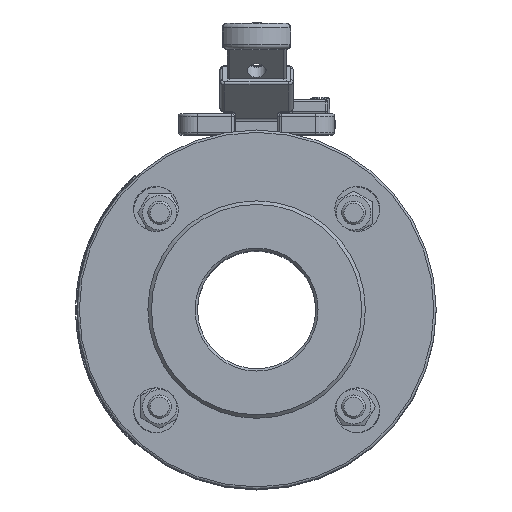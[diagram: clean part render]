
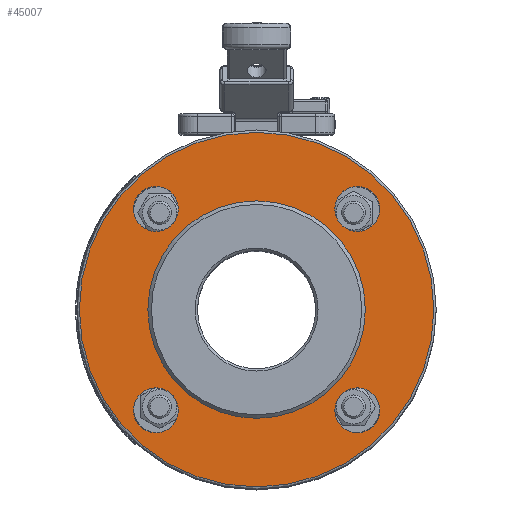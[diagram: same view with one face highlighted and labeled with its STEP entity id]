
A CAD part, top view. The second image highlights one B-rep face of the part: STEP entity #45007.
In plain terms, the highlighted planar face has unit normal (0, 0, 1).
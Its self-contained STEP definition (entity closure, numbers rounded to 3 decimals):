
#10077=PLANE('',#47499);
#10521=FACE_BOUND('',#14854,.T.);
#10522=FACE_BOUND('',#14855,.T.);
#10523=FACE_BOUND('',#14856,.T.);
#10524=FACE_BOUND('',#14857,.T.);
#10525=FACE_BOUND('',#14858,.T.);
#12174=FACE_OUTER_BOUND('',#14853,.T.);
#14853=EDGE_LOOP('',(#35769));
#14854=EDGE_LOOP('',(#35770));
#14855=EDGE_LOOP('',(#35771));
#14856=EDGE_LOOP('',(#35772));
#14857=EDGE_LOOP('',(#35773));
#14858=EDGE_LOOP('',(#35774));
#16405=CIRCLE('',#47267,46.);
#16544=CIRCLE('',#47497,75.);
#16545=CIRCLE('',#47500,9.5);
#16546=CIRCLE('',#47501,9.5);
#16547=CIRCLE('',#47502,9.5);
#16548=CIRCLE('',#47503,9.5);
#19676=VERTEX_POINT('',#80973);
#19791=VERTEX_POINT('',#81378);
#19792=VERTEX_POINT('',#81382);
#19793=VERTEX_POINT('',#81384);
#19794=VERTEX_POINT('',#81386);
#19795=VERTEX_POINT('',#81388);
#25153=EDGE_CURVE('',#19676,#19676,#16405,.T.);
#25352=EDGE_CURVE('',#19791,#19791,#16544,.T.);
#25353=EDGE_CURVE('',#19792,#19792,#16545,.T.);
#25354=EDGE_CURVE('',#19793,#19793,#16546,.T.);
#25355=EDGE_CURVE('',#19794,#19794,#16547,.T.);
#25356=EDGE_CURVE('',#19795,#19795,#16548,.T.);
#35769=ORIENTED_EDGE('',*,*,#25352,.F.);
#35770=ORIENTED_EDGE('',*,*,#25153,.T.);
#35771=ORIENTED_EDGE('',*,*,#25353,.T.);
#35772=ORIENTED_EDGE('',*,*,#25354,.T.);
#35773=ORIENTED_EDGE('',*,*,#25355,.T.);
#35774=ORIENTED_EDGE('',*,*,#25356,.T.);
#45007=ADVANCED_FACE('',(#12174,#10521,#10522,#10523,#10524,#10525),#10077,
 .F.);
#47267=AXIS2_PLACEMENT_3D('',#80974,#53227,#53228);
#47497=AXIS2_PLACEMENT_3D('',#81379,#53747,#53748);
#47499=AXIS2_PLACEMENT_3D('',#81381,#53751,#53752);
#47500=AXIS2_PLACEMENT_3D('',#81383,#53753,#53754);
#47501=AXIS2_PLACEMENT_3D('',#81385,#53755,#53756);
#47502=AXIS2_PLACEMENT_3D('',#81387,#53757,#53758);
#47503=AXIS2_PLACEMENT_3D('',#81389,#53759,#53760);
#53227=DIRECTION('center_axis',(0.,0.,-1.));
#53228=DIRECTION('ref_axis',(1.,0.,0.));
#53747=DIRECTION('center_axis',(0.,0.,-1.));
#53748=DIRECTION('ref_axis',(1.,0.,0.));
#53751=DIRECTION('center_axis',(0.,0.,-1.));
#53752=DIRECTION('ref_axis',(-1.,0.,0.));
#53753=DIRECTION('center_axis',(0.,0.,-1.));
#53754=DIRECTION('ref_axis',(1.,0.,0.));
#53755=DIRECTION('center_axis',(0.,0.,-1.));
#53756=DIRECTION('ref_axis',(1.,0.,0.));
#53757=DIRECTION('center_axis',(0.,0.,-1.));
#53758=DIRECTION('ref_axis',(1.,0.,0.));
#53759=DIRECTION('center_axis',(0.,0.,-1.));
#53760=DIRECTION('ref_axis',(1.,0.,0.));
#80973=CARTESIAN_POINT('',(-46.,0.,176.4));
#80974=CARTESIAN_POINT('Origin',(0.,0.,176.4));
#81378=CARTESIAN_POINT('',(-75.,0.,176.4));
#81379=CARTESIAN_POINT('Origin',(0.,0.,176.4));
#81381=CARTESIAN_POINT('Origin',(0.,0.,176.4));
#81382=CARTESIAN_POINT('',(-52.103,42.603,176.4));
#81383=CARTESIAN_POINT('Origin',(-42.603,42.603,176.4));
#81384=CARTESIAN_POINT('',(-52.103,-42.603,176.4));
#81385=CARTESIAN_POINT('Origin',(-42.603,-42.603,176.4));
#81386=CARTESIAN_POINT('',(33.103,-42.603,176.4));
#81387=CARTESIAN_POINT('Origin',(42.603,-42.603,176.4));
#81388=CARTESIAN_POINT('',(33.103,42.603,176.4));
#81389=CARTESIAN_POINT('Origin',(42.603,42.603,176.4));
